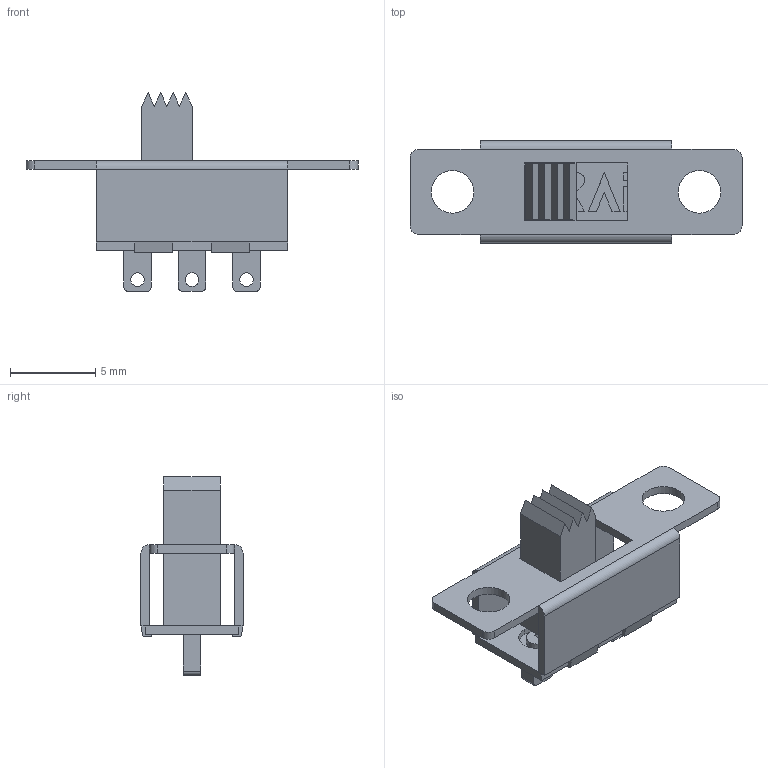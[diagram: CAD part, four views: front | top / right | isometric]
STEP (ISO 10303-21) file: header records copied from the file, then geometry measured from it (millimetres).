
FILE_DESCRIPTION(('FreeCAD Model'),'2;1');
FILE_NAME('Open CASCADE Shape Model','2025-07-12T15:24:07',(''),(''), 'Open CASCADE STEP processor 7.8','FreeCAD','Unknown');
FILE_SCHEMA(('AUTOMOTIVE_DESIGN { 1 0 10303 214 1 1 1 1 }'));
Length unit declared in the file: millimetre
Products named in the file (4): SP2T_Switch; Housing; Endplate; Switch
Assembly tree (3 placements, depth 2):
  SP2T_Switch
    Housing
    Endplate
    Switch
Bounding box: 19.5 x 6 x 11.67 mm (x, y, z)
Volume: 206.5 mm3; surface area: 735.4 mm2
Topology: 3 solids, 3 shells, 169 faces, 435 edges, 282 vertices
Faces by surface type: plane 135, cylinder 17, extrusion 17
Full cylindrical faces by diameter (mm): 0.8 x3, 2.5 x2
Entity records: 5234 total; most frequent: CARTESIAN_POINT 1043, ORIENTED_EDGE 870, DIRECTION 764, EDGE_CURVE 435, VECTOR 384, LINE 367, VERTEX_POINT 282, FACE_BOUND 191
